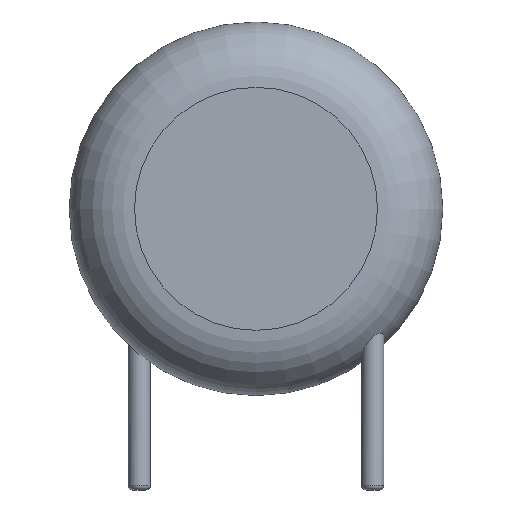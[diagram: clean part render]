
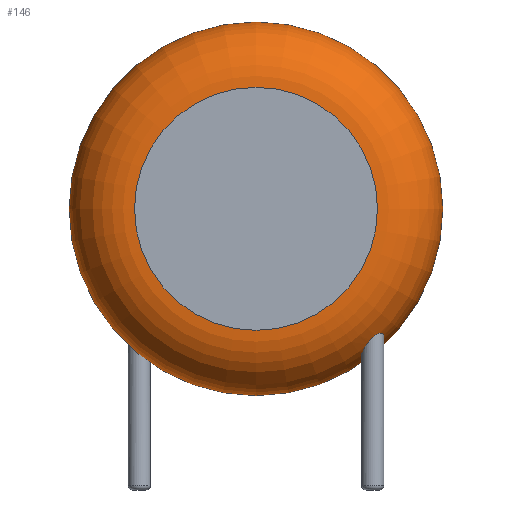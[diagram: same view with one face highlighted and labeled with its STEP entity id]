
A CAD part, front view. The second image highlights one B-rep face of the part: STEP entity #146.
In plain terms, the highlighted toroidal (fillet/blend) face has major radius 3.902 mm and minor radius 2.098 mm.
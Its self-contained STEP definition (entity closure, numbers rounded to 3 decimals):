
#24=VERTEX_POINT('',#25);
#25=CARTESIAN_POINT('',(9.75,-1.002,6.03));
#30=ORIENTED_EDGE('',*,*,#31,.T.);
#31=EDGE_CURVE('',#24,#24,#32,.T.);
#32=CIRCLE('',#33,6.);
#33=AXIS2_PLACEMENT_3D('',#34,#35,#36);
#34=CARTESIAN_POINT('',(3.75,-1.002,6.03));
#35=DIRECTION('',(0.,-1.,0.));
#36=DIRECTION('',(1.,0.,0.));
#146=ADVANCED_FACE('',(#147,#163),#241,.T.);
#147=FACE_BOUND('',#148,.T.);
#148=EDGE_LOOP('',(#30,#149,#157,#162));
#149=ORIENTED_EDGE('',*,*,#150,.T.);
#150=EDGE_CURVE('',#24,#151,#153,.T.);
#151=VERTEX_POINT('',#152);
#152=CARTESIAN_POINT('',(7.652,-3.1,6.03));
#153=CIRCLE('',#154,2.098);
#154=AXIS2_PLACEMENT_3D('',#155,#156,#36);
#155=CARTESIAN_POINT('',(7.652,-1.002,6.03));
#156=DIRECTION('',(0.,0.,-1.));
#157=ORIENTED_EDGE('',*,*,#158,.F.);
#158=EDGE_CURVE('',#151,#151,#159,.T.);
#159=CIRCLE('',#160,3.902);
#160=AXIS2_PLACEMENT_3D('',#161,#35,#36);
#161=CARTESIAN_POINT('',(3.75,-3.1,6.03));
#162=ORIENTED_EDGE('',*,*,#150,.F.);
#163=FACE_BOUND('',#164,.T.);
#164=EDGE_LOOP('',(#165,#184));
#165=ORIENTED_EDGE('',*,*,#166,.T.);
#166=EDGE_CURVE('',#167,#169,#171,.T.);
#167=VERTEX_POINT('',#168);
#168=CARTESIAN_POINT('',(7.86,-1.9,1.94));
#169=VERTEX_POINT('',#170);
#170=CARTESIAN_POINT('',(7.412,-1.551,1.37));
#171=B_SPLINE_CURVE_WITH_KNOTS('',7,(#168,#172,#173,#174,#175,#176,#177,#178,#179,#180,#181,#182,#183,#170),.UNSPECIFIED.,.F.,.F.,(8,6,8),(0.,0.461,1.),.UNSPECIFIED.);
#172=CARTESIAN_POINT('',(7.86,-1.857,1.911));
#173=CARTESIAN_POINT('',(7.854,-1.814,1.878));
#174=CARTESIAN_POINT('',(7.842,-1.773,1.843));
#175=CARTESIAN_POINT('',(7.825,-1.734,1.806));
#176=CARTESIAN_POINT('',(7.803,-1.698,1.767));
#177=CARTESIAN_POINT('',(7.776,-1.665,1.727));
#178=CARTESIAN_POINT('',(7.71,-1.603,1.639));
#179=CARTESIAN_POINT('',(7.668,-1.575,1.591));
#180=CARTESIAN_POINT('',(7.622,-1.554,1.542));
#181=CARTESIAN_POINT('',(7.572,-1.54,1.495));
#182=CARTESIAN_POINT('',(7.519,-1.534,1.449));
#183=CARTESIAN_POINT('',(7.465,-1.538,1.406));
#184=ORIENTED_EDGE('',*,*,#185,.T.);
#185=EDGE_CURVE('',#169,#167,#186,.T.);
#186=B_SPLINE_CURVE_WITH_KNOTS('',7,(#170,#187,#188,#189,#190,#191,#192,#193,#194,#195,#196,#197,#198,#199,#200,#201,#202,#203,#204,#205,#206,#207,#208,#209,#210,#211,#212,#213,#214,#215,#216,#217,#218,#219,#220,#221,#222,#223,#224,#225,#226,#227,#228,#229,#230,#231,#232,#233,#234,#235,#236,#237,#238,#239,#240,#168),.UNSPECIFIED.,.F.,.F.,(8,6,6,6,6,6,6,6,6,8),(0.,0.071,0.18,0.284,0.339,0.511,0.663,0.799,0.913,1.),.UNSPECIFIED.);
#187=CARTESIAN_POINT('',(7.396,-1.555,1.358));
#188=CARTESIAN_POINT('',(7.379,-1.56,1.347));
#189=CARTESIAN_POINT('',(7.363,-1.566,1.337));
#190=CARTESIAN_POINT('',(7.347,-1.573,1.327));
#191=CARTESIAN_POINT('',(7.332,-1.581,1.318));
#192=CARTESIAN_POINT('',(7.317,-1.59,1.31));
#193=CARTESIAN_POINT('',(7.28,-1.614,1.291));
#194=CARTESIAN_POINT('',(7.259,-1.63,1.282));
#195=CARTESIAN_POINT('',(7.239,-1.649,1.275));
#196=CARTESIAN_POINT('',(7.221,-1.669,1.27));
#197=CARTESIAN_POINT('',(7.205,-1.691,1.267));
#198=CARTESIAN_POINT('',(7.191,-1.713,1.267));
#199=CARTESIAN_POINT('',(7.168,-1.759,1.271));
#200=CARTESIAN_POINT('',(7.158,-1.782,1.276));
#201=CARTESIAN_POINT('',(7.151,-1.806,1.282));
#202=CARTESIAN_POINT('',(7.145,-1.83,1.29));
#203=CARTESIAN_POINT('',(7.142,-1.854,1.301));
#204=CARTESIAN_POINT('',(7.14,-1.878,1.313));
#205=CARTESIAN_POINT('',(7.14,-1.914,1.334));
#206=CARTESIAN_POINT('',(7.141,-1.926,1.342));
#207=CARTESIAN_POINT('',(7.142,-1.939,1.35));
#208=CARTESIAN_POINT('',(7.143,-1.951,1.359));
#209=CARTESIAN_POINT('',(7.145,-1.963,1.368));
#210=CARTESIAN_POINT('',(7.148,-1.975,1.377));
#211=CARTESIAN_POINT('',(7.16,-2.023,1.418));
#212=CARTESIAN_POINT('',(7.173,-2.058,1.452));
#213=CARTESIAN_POINT('',(7.19,-2.09,1.489));
#214=CARTESIAN_POINT('',(7.21,-2.12,1.528));
#215=CARTESIAN_POINT('',(7.234,-2.147,1.568));
#216=CARTESIAN_POINT('',(7.26,-2.171,1.609));
#217=CARTESIAN_POINT('',(7.315,-2.21,1.688));
#218=CARTESIAN_POINT('',(7.342,-2.226,1.725));
#219=CARTESIAN_POINT('',(7.371,-2.239,1.762));
#220=CARTESIAN_POINT('',(7.402,-2.25,1.799));
#221=CARTESIAN_POINT('',(7.435,-2.257,1.835));
#222=CARTESIAN_POINT('',(7.469,-2.26,1.869));
#223=CARTESIAN_POINT('',(7.535,-2.26,1.928));
#224=CARTESIAN_POINT('',(7.566,-2.256,1.953));
#225=CARTESIAN_POINT('',(7.598,-2.249,1.976));
#226=CARTESIAN_POINT('',(7.63,-2.239,1.996));
#227=CARTESIAN_POINT('',(7.66,-2.225,2.012));
#228=CARTESIAN_POINT('',(7.689,-2.208,2.023));
#229=CARTESIAN_POINT('',(7.739,-2.171,2.036));
#230=CARTESIAN_POINT('',(7.759,-2.152,2.039));
#231=CARTESIAN_POINT('',(7.779,-2.132,2.039));
#232=CARTESIAN_POINT('',(7.795,-2.109,2.036));
#233=CARTESIAN_POINT('',(7.81,-2.086,2.031));
#234=CARTESIAN_POINT('',(7.823,-2.062,2.023));
#235=CARTESIAN_POINT('',(7.841,-2.018,2.006));
#236=CARTESIAN_POINT('',(7.847,-1.999,1.998));
#237=CARTESIAN_POINT('',(7.852,-1.979,1.988));
#238=CARTESIAN_POINT('',(7.856,-1.959,1.977));
#239=CARTESIAN_POINT('',(7.859,-1.939,1.966));
#240=CARTESIAN_POINT('',(7.86,-1.92,1.953));
#241=TOROIDAL_SURFACE('',#33,3.902,2.098);
